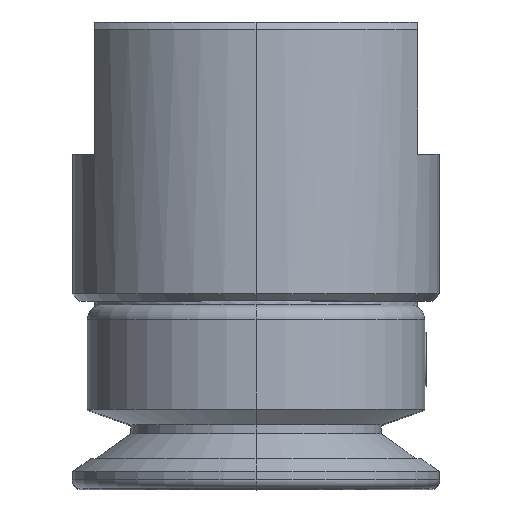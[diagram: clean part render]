
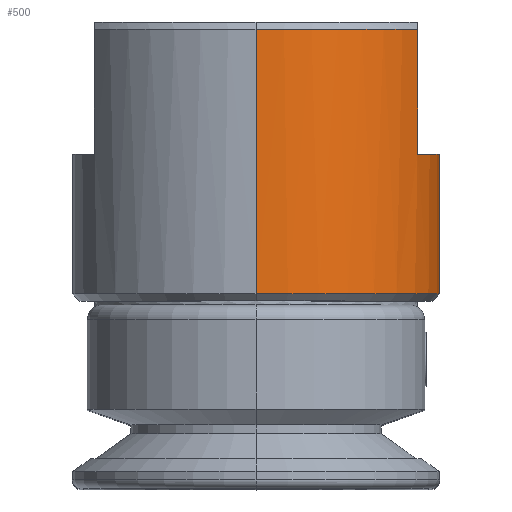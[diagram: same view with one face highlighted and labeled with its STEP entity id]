
A CAD part, top view. The second image highlights one B-rep face of the part: STEP entity #500.
In plain terms, the highlighted cylindrical face has radius 12.5 mm (diameter 25 mm), a partial arc.
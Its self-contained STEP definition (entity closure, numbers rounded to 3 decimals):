
#500=ADVANCED_FACE('',(#1014),#1015,.T.);
#1014=FACE_OUTER_BOUND('',#2891,.T.);
#1015=CYLINDRICAL_SURFACE('',#2892,12.5);
#2891=EDGE_LOOP('',(#4179,#4180,#4181,#4182,#4183,#4184,#4185,#4186));
#2892=AXIS2_PLACEMENT_3D('',#4187,#4188,#4189);
#4179=ORIENTED_EDGE('',*,*,#4782,.T.);
#4180=ORIENTED_EDGE('',*,*,#4809,.T.);
#4181=ORIENTED_EDGE('',*,*,#4806,.T.);
#4182=ORIENTED_EDGE('',*,*,#4810,.F.);
#4183=ORIENTED_EDGE('',*,*,#4811,.T.);
#4184=ORIENTED_EDGE('',*,*,#4812,.F.);
#4185=ORIENTED_EDGE('',*,*,#4813,.F.);
#4186=ORIENTED_EDGE('',*,*,#4814,.T.);
#4187=CARTESIAN_POINT('',(0.0,31.8,0.0));
#4188=DIRECTION('',(0.0,-1.0,-0.0));
#4189=DIRECTION('',(0.0,0.0,-1.0));
#4782=EDGE_CURVE('',#5528,#5525,#5529,.T.);
#4806=EDGE_CURVE('',#5569,#5567,#5570,.T.);
#4809=EDGE_CURVE('',#5525,#5569,#5573,.T.);
#4810=EDGE_CURVE('',#5558,#5567,#5574,.T.);
#4811=EDGE_CURVE('',#5558,#5575,#5576,.T.);
#4812=EDGE_CURVE('',#5577,#5575,#5578,.T.);
#4813=EDGE_CURVE('',#5579,#5577,#5580,.T.);
#4814=EDGE_CURVE('',#5579,#5528,#5581,.T.);
#5525=VERTEX_POINT('',#7182);
#5528=VERTEX_POINT('',#7186);
#5529=CIRCLE('',#7187,12.5);
#5558=VERTEX_POINT('',#7225);
#5567=VERTEX_POINT('',#7238);
#5569=VERTEX_POINT('',#7241);
#5570=CIRCLE('',#7242,12.5);
#5573=LINE('',#7246,#7247);
#5574=LINE('',#7248,#7249);
#5575=VERTEX_POINT('',#7250);
#5576=CIRCLE('',#7251,12.5);
#5577=VERTEX_POINT('',#7252);
#5578=LINE('',#7253,#7254);
#5579=VERTEX_POINT('',#7255);
#5580=CIRCLE('',#7256,12.5);
#5581=LINE('',#7257,#7258);
#7182=CARTESIAN_POINT('',(0.,31.3,12.5));
#7186=CARTESIAN_POINT('',(11.0,31.3,5.937));
#7187=AXIS2_PLACEMENT_3D('',#7775,#7776,#7777);
#7225=CARTESIAN_POINT('',(0.0,31.3,-12.5));
#7238=CARTESIAN_POINT('',(0.0,13.3,-12.5));
#7241=CARTESIAN_POINT('',(0.,13.3,12.5));
#7242=AXIS2_PLACEMENT_3D('',#7810,#7811,#7812);
#7246=CARTESIAN_POINT('',(0.,31.8,12.5));
#7247=VECTOR('',#7814,1000.0);
#7248=CARTESIAN_POINT('',(0.0,31.8,-12.5));
#7249=VECTOR('',#7815,1000.0);
#7250=CARTESIAN_POINT('',(11.0,31.3,-5.937));
#7251=AXIS2_PLACEMENT_3D('',#7816,#7817,#7818);
#7252=CARTESIAN_POINT('',(11.0,22.8,-5.937));
#7253=CARTESIAN_POINT('',(11.0,22.8,-5.937));
#7254=VECTOR('',#7819,1000.0);
#7255=CARTESIAN_POINT('',(11.0,22.8,5.937));
#7256=AXIS2_PLACEMENT_3D('',#7820,#7821,#7822);
#7257=CARTESIAN_POINT('',(11.0,22.8,5.937));
#7258=VECTOR('',#7823,1000.0);
#7775=CARTESIAN_POINT('',(0.0,31.3,0.0));
#7776=DIRECTION('',(0.0,-1.0,0.0));
#7777=DIRECTION('',(0.,0.0,1.0));
#7810=CARTESIAN_POINT('',(0.0,13.3,0.0));
#7811=DIRECTION('',(0.0,1.0,0.0));
#7812=DIRECTION('',(0.0,0.0,1.0));
#7814=DIRECTION('',(-0.0,-1.0,-0.0));
#7815=DIRECTION('',(-0.0,-1.0,-0.0));
#7816=CARTESIAN_POINT('',(0.0,31.3,0.0));
#7817=DIRECTION('',(0.0,-1.0,0.0));
#7818=DIRECTION('',(0.0,0.0,1.0));
#7819=DIRECTION('',(0.0,1.0,0.));
#7820=CARTESIAN_POINT('',(0.0,22.8,0.));
#7821=DIRECTION('',(0.0,1.0,0.));
#7822=DIRECTION('',(0.0,0.,1.0));
#7823=DIRECTION('',(0.0,1.0,0.));
